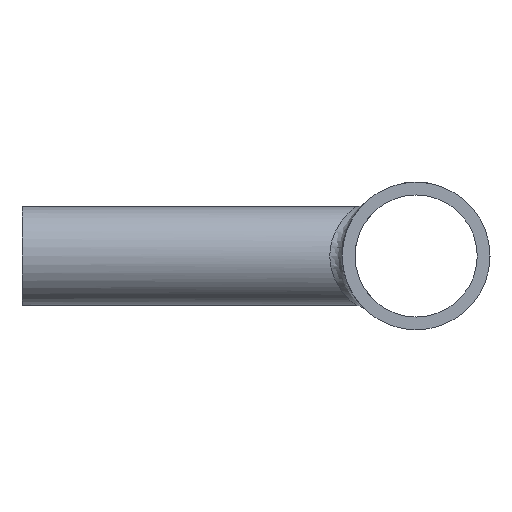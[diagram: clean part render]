
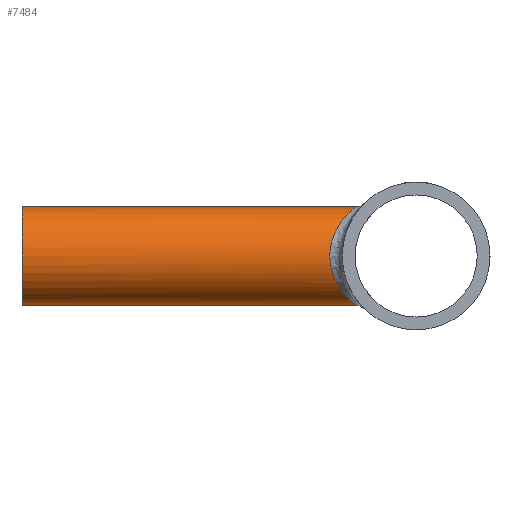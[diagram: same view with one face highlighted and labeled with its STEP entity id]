
A CAD part, left-side view. The second image highlights one B-rep face of the part: STEP entity #7484.
In plain terms, the highlighted cylindrical face has radius 6.35 mm (diameter 12.7 mm), a full revolution.
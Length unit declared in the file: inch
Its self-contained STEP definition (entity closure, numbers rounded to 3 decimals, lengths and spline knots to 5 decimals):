
#144=FACE_BOUND('',#1376,.T.);
#927=FACE_OUTER_BOUND('',#1375,.T.);
#1375=EDGE_LOOP('',(#6990));
#1376=EDGE_LOOP('',(#6991));
#2576=CIRCLE('',#7926,0.25);
#2941=B_SPLINE_CURVE_WITH_KNOTS('',3,(#16346,#16347,#16348,#16349,#16350,
#16351,#16352,#16353,#16354,#16355,#16356,#16357,#16358,#16359,#16360,#16361,
#16362,#16363,#16364,#16365,#16366,#16367,#16368,#16369,#16370),
 .UNSPECIFIED.,.T.,.F.,(4,3,1,1,1,1,1,1,1,1,1,1,1,1,1,1,1,1,1,1,4),(-0.00001,
0.,0.14237,0.28474,0.56948,0.85422,
0.99659,1.13896,1.4237,1.70844,1.89826,
2.08809,2.27791,2.65757,2.84739,2.98976,
3.13213,3.41687,3.70161,3.84398,3.98634),
 .UNSPECIFIED.);
#3678=VERTEX_POINT('',#16344);
#3679=VERTEX_POINT('',#16372);
#4786=EDGE_CURVE('',#3678,#3678,#2941,.T.);
#4787=EDGE_CURVE('',#3679,#3679,#2576,.T.);
#6990=ORIENTED_EDGE('',*,*,#4787,.T.);
#6991=ORIENTED_EDGE('',*,*,#4786,.F.);
#7046=CYLINDRICAL_SURFACE('',#7925,0.25);
#7484=ADVANCED_FACE('',(#927,#144),#7046,.T.);
#7925=AXIS2_PLACEMENT_3D('',#16371,#9334,#9335);
#7926=AXIS2_PLACEMENT_3D('',#16373,#9336,#9337);
#9334=DIRECTION('center_axis',(0.,-1.,0.));
#9335=DIRECTION('ref_axis',(1.,0.,0.));
#9336=DIRECTION('center_axis',(0.,-1.,0.));
#9337=DIRECTION('ref_axis',(1.,0.,0.));
#16344=CARTESIAN_POINT('',(0.,0.30619,0.25));
#16346=CARTESIAN_POINT('Ctrl Pts',(0.,0.30617,
0.25));
#16347=CARTESIAN_POINT('Ctrl Pts',(0.,0.30617,
0.25));
#16348=CARTESIAN_POINT('Ctrl Pts',(0.,0.30617,
0.25));
#16349=CARTESIAN_POINT('Ctrl Pts',(0.,0.30617,
0.25));
#16350=CARTESIAN_POINT('Ctrl Pts',(-0.01949,0.30618,
0.25));
#16351=CARTESIAN_POINT('Ctrl Pts',(-0.05845,0.31227,
0.24538));
#16352=CARTESIAN_POINT('Ctrl Pts',(-0.12874,0.34231,
0.21959));
#16353=CARTESIAN_POINT('Ctrl Pts',(-0.19965,0.39336,
0.16328));
#16354=CARTESIAN_POINT('Ctrl Pts',(-0.24306,0.43127,
0.07813));
#16355=CARTESIAN_POINT('Ctrl Pts',(-0.25232,0.43957,
-0.00002));
#16356=CARTESIAN_POINT('Ctrl Pts',(-0.24307,0.4313,
-0.07811));
#16357=CARTESIAN_POINT('Ctrl Pts',(-0.19962,0.39328,
-0.16331));
#16358=CARTESIAN_POINT('Ctrl Pts',(-0.12408,0.33904,
-0.2233));
#16359=CARTESIAN_POINT('Ctrl Pts',(-0.0401,0.30506,
-0.25099));
#16360=CARTESIAN_POINT('Ctrl Pts',(0.04016,0.30511,
-0.2509));
#16361=CARTESIAN_POINT('Ctrl Pts',(0.13586,0.34393,
-0.21949));
#16362=CARTESIAN_POINT('Ctrl Pts',(0.208,0.401,
-0.15336));
#16363=CARTESIAN_POINT('Ctrl Pts',(0.24467,0.43262,
-0.065));
#16364=CARTESIAN_POINT('Ctrl Pts',(0.2523,0.43959,
-0.00003));
#16365=CARTESIAN_POINT('Ctrl Pts',(0.24307,0.43127,
0.07812));
#16366=CARTESIAN_POINT('Ctrl Pts',(0.19964,0.39335,
0.16331));
#16367=CARTESIAN_POINT('Ctrl Pts',(0.12874,0.34231,0.21959));
#16368=CARTESIAN_POINT('Ctrl Pts',(0.05847,0.31225,
0.24538));
#16369=CARTESIAN_POINT('Ctrl Pts',(0.01948,0.30617,
0.25));
#16370=CARTESIAN_POINT('Ctrl Pts',(0.,0.30617,
0.25));
#16371=CARTESIAN_POINT('Origin',(0.,2.,0.));
#16372=CARTESIAN_POINT('',(-0.25,2.,0.));
#16373=CARTESIAN_POINT('Origin',(0.,2.,0.));
